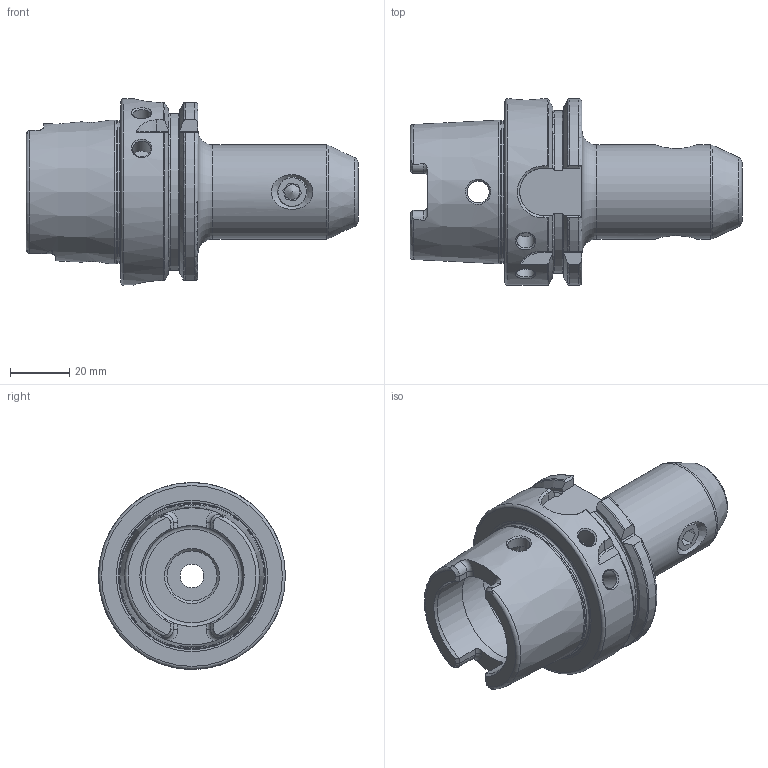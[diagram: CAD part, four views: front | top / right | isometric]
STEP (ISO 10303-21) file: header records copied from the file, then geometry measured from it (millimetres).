
FILE_DESCRIPTION(/* description */ (''),/* implementation_level */ '2;1');
FILE_NAME(/* name */ 'HSK63A-SLA0.5-3.15.stp',/* time_stamp */ '2022-02-26T13:50:30+08:00',/* author */ ('Administrator'),/* organization */ (''),/* preprocessor_version */ 'ST-DEVELOPER v18.1',/* originating_system */ 'Autodesk Inventor 2022',/* authorisation */ '');
FILE_SCHEMA (('AUTOMOTIVE_DESIGN { 1 0 10303 214 3 1 1 }'));
Products named in the file (3): HSK63A-SLA0.5-3; HSK63A-SLA0.5-3.15; ANSI B18.3 - 7/16-20 UNF x 0.44, TAHSSSCPI
Assembly tree (2 placements, depth 2):
  HSK63A-SLA0.5-3
    HSK63A-SLA0.5-3.15
    ANSI B18.3 - 7/16-20 UNF x 0.44, TAHSSSCPI
Bounding box: 112.01 x 63 x 63 mm (x, y, z)
Volume: 114743.9 mm3; surface area: 30006.4 mm2
Topology: 2 solids, 2 shells, 194 faces, 500 edges, 317 vertices
Faces by surface type: plane 75, cylinder 41, torus 31, cone 28, bspline 18, sphere 1
Full cylindrical faces by diameter (mm): 5.08 x1, 6 x2, 7.5 x1, 8 x1, 9.728 x1, 10 x1, 11.112 x1, 11.6 x1, 12.7 x1, 13.7 x1, 16.917 x1, 19 x1, 31.75 x1, 34 x2, 40 x1, 48.041 x1, 63 x1
Entity records: 7751 total; most frequent: CARTESIAN_POINT 3102, ORIENTED_EDGE 996, DIRECTION 900, EDGE_CURVE 498, AXIS2_PLACEMENT_3D 356, VERTEX_POINT 317, EDGE_LOOP 211, FACE_OUTER_BOUND 194
